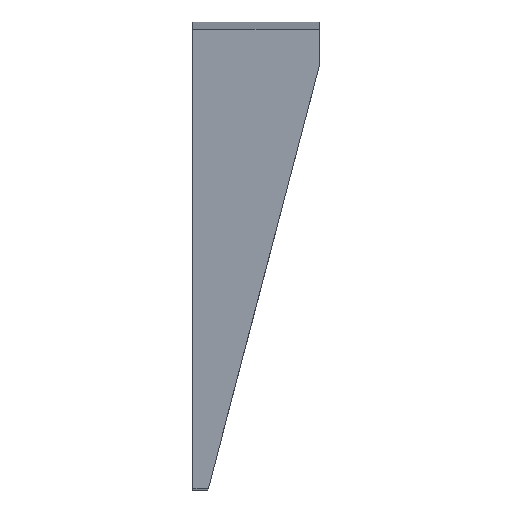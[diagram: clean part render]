
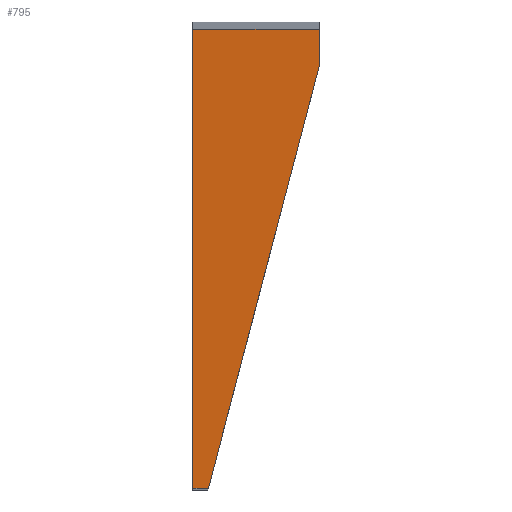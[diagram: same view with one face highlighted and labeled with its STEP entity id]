
A CAD part, left-side view. The second image highlights one B-rep face of the part: STEP entity #795.
In plain terms, the highlighted planar face has unit normal (-0.996, 0.009, -0.087).
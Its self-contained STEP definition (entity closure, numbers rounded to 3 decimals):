
#795 = ADVANCED_FACE( '', ( #1619 ), #1620, .T. );
#1619 = FACE_OUTER_BOUND( '', #2469, .T. );
#1620 = PLANE( '', #2470 );
#2469 = EDGE_LOOP( '', ( #4937, #4938, #4939, #4940, #4941 ) );
#2470 = AXIS2_PLACEMENT_3D( '', #4942, #4943, #4944 );
#4937 = ORIENTED_EDGE( '', *, *, #6184, .F. );
#4938 = ORIENTED_EDGE( '', *, *, #6252, .F. );
#4939 = ORIENTED_EDGE( '', *, *, #6020, .F. );
#4940 = ORIENTED_EDGE( '', *, *, #5945, .F. );
#4941 = ORIENTED_EDGE( '', *, *, #5823, .T. );
#4942 = CARTESIAN_POINT( '', ( 22.316, -12.341, -31.59 ) );
#4943 = DIRECTION( '', ( -0.996, 0.009, -0.087 ) );
#4944 = DIRECTION( '', ( -0.087, 0., 0.996 ) );
#5823 = EDGE_CURVE( '', #7269, #7267, #7270, .T. );
#5945 = EDGE_CURVE( '', #7269, #7462, #7463, .T. );
#6020 = EDGE_CURVE( '', #7462, #7575, #7576, .T. );
#6184 = EDGE_CURVE( '', #7789, #7267, #7791, .T. );
#6252 = EDGE_CURVE( '', #7575, #7789, #7880, .T. );
#7267 = VERTEX_POINT( '', #9299 );
#7269 = VERTEX_POINT( '', #9302 );
#7270 = LINE( '', #9303, #9304 );
#7462 = VERTEX_POINT( '', #9587 );
#7463 = LINE( '', #9588, #9589 );
#7575 = VERTEX_POINT( '', #9765 );
#7576 = LINE( '', #9766, #9767 );
#7789 = VERTEX_POINT( '', #10084 );
#7791 = LINE( '', #10087, #10088 );
#7880 = LINE( '', #10231, #10232 );
#9299 = CARTESIAN_POINT( '', ( 22.263, -6.346, -30.383 ) );
#9302 = CARTESIAN_POINT( '', ( 22.27, -5.5, -30.382 ) );
#9303 = CARTESIAN_POINT( '', ( 22.271, -5.493, -30.382 ) );
#9304 = VECTOR( '', #10984, 1000. );
#9587 = CARTESIAN_POINT( '', ( 20.096, -5.5, -5.525 ) );
#9588 = CARTESIAN_POINT( '', ( 22.376, -5.5, -31.585 ) );
#9589 = VECTOR( '', #11076, 1000. );
#9765 = CARTESIAN_POINT( '', ( 20.036, -12.341, -5.53 ) );
#9766 = CARTESIAN_POINT( '', ( 20.036, -12.341, -5.53 ) );
#9767 = VECTOR( '', #11144, 1000. );
#10084 = CARTESIAN_POINT( '', ( 20.211, -12.341, -7.53 ) );
#10087 = CARTESIAN_POINT( '', ( 22.233, -6.434, -30.048 ) );
#10088 = VECTOR( '', #11259, 1000. );
#10231 = CARTESIAN_POINT( '', ( 22.316, -12.341, -31.59 ) );
#10232 = VECTOR( '', #11314, 1000. );
#10984 = DIRECTION( '', ( -0.009, -1., -0.001 ) );
#11076 = DIRECTION( '', ( -0.087, 0., 0.996 ) );
#11144 = DIRECTION( '', ( -0.009, -1., -0.001 ) );
#11259 = DIRECTION( '', ( 0.087, 0.253, -0.964 ) );
#11314 = DIRECTION( '', ( 0.087, 0., -0.996 ) );
